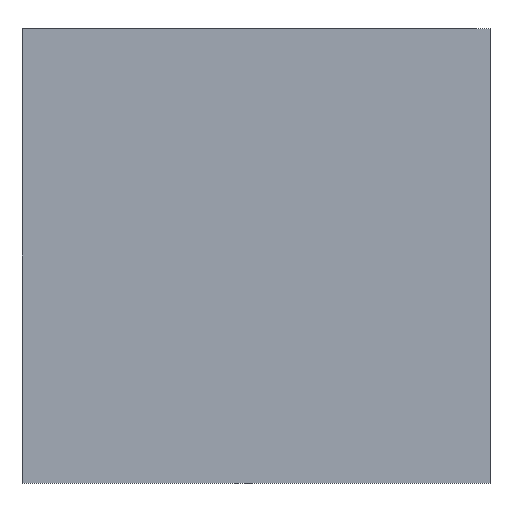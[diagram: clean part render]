
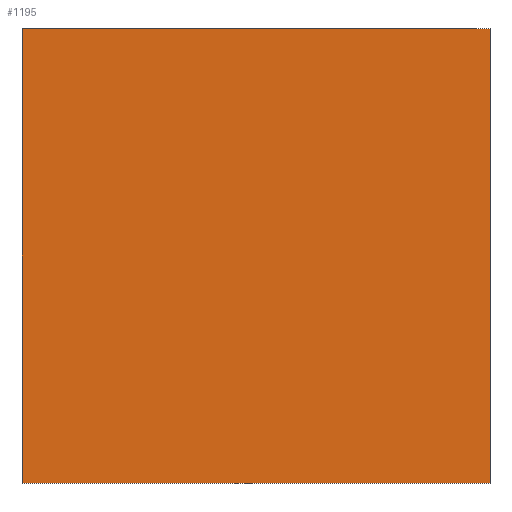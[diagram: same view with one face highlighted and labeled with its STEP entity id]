
A CAD part, left-side view. The second image highlights one B-rep face of the part: STEP entity #1195.
In plain terms, the highlighted planar face has unit normal (-1, 0, 0).
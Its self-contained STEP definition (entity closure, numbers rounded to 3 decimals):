
#111=FACE_OUTER_BOUND('',#193,.T.);
#193=EDGE_LOOP('',(#1075,#1076,#1077,#1078));
#334=LINE('',#1875,#484);
#337=LINE('',#1881,#487);
#343=LINE('',#1891,#493);
#345=LINE('',#1895,#495);
#484=VECTOR('',#1543,10.);
#487=VECTOR('',#1550,10.);
#493=VECTOR('',#1558,10.);
#495=VECTOR('',#1564,10.);
#597=VERTEX_POINT('',#1868);
#600=VERTEX_POINT('',#1873);
#601=VERTEX_POINT('',#1880);
#604=VERTEX_POINT('',#1889);
#754=EDGE_CURVE('',#600,#597,#334,.T.);
#757=EDGE_CURVE('',#601,#600,#337,.T.);
#763=EDGE_CURVE('',#604,#601,#343,.T.);
#765=EDGE_CURVE('',#597,#604,#345,.T.);
#1075=ORIENTED_EDGE('',*,*,#765,.F.);
#1076=ORIENTED_EDGE('',*,*,#754,.F.);
#1077=ORIENTED_EDGE('',*,*,#757,.F.);
#1078=ORIENTED_EDGE('',*,*,#763,.F.);
#1138=PLANE('',#1278);
#1195=ADVANCED_FACE('',(#111),#1138,.T.);
#1278=AXIS2_PLACEMENT_3D('',#1894,#1562,#1563);
#1543=DIRECTION('',(0.,0.,-1.));
#1550=DIRECTION('',(0.,-1.,0.));
#1558=DIRECTION('',(0.,0.,1.));
#1562=DIRECTION('center_axis',(-1.,0.,0.));
#1563=DIRECTION('ref_axis',(0.,0.,1.));
#1564=DIRECTION('',(0.,1.,0.));
#1868=CARTESIAN_POINT('',(-1.5,-1.5,0.));
#1873=CARTESIAN_POINT('',(-1.5,-1.5,51.5));
#1875=CARTESIAN_POINT('',(-1.5,-1.5,0.));
#1880=CARTESIAN_POINT('',(-1.5,51.5,51.5));
#1881=CARTESIAN_POINT('',(-1.5,0.,51.5));
#1889=CARTESIAN_POINT('',(-1.5,51.5,0.));
#1891=CARTESIAN_POINT('',(-1.5,51.5,41.5));
#1894=CARTESIAN_POINT('Origin',(-1.5,25.,20.75));
#1895=CARTESIAN_POINT('',(-1.5,50.,0.));
